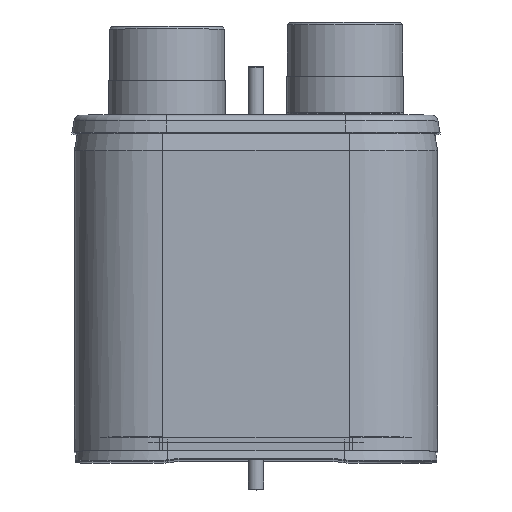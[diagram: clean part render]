
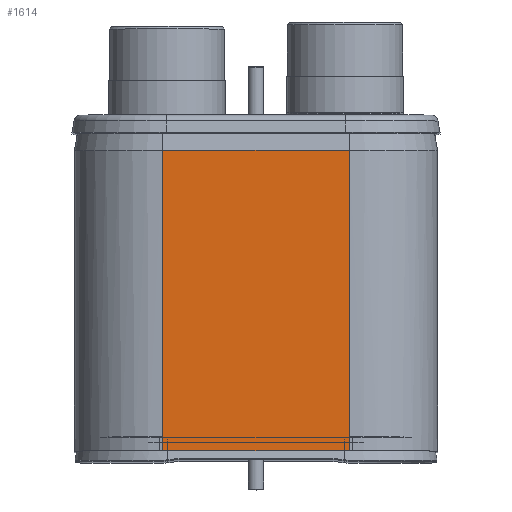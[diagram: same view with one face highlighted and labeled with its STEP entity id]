
A CAD part, top view. The second image highlights one B-rep face of the part: STEP entity #1614.
In plain terms, the highlighted planar face has unit normal (0, 0, 1).
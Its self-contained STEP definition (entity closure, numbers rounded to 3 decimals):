
#251=DIRECTION('',(1.,0.,0.));
#252=VECTOR('',#251,96.5);
#253=CARTESIAN_POINT('',(-48.25,0.,306.25));
#254=LINE('',#253,#252);
#375=DIRECTION('',(0.,1.,0.));
#376=VECTOR('',#375,155.12);
#377=CARTESIAN_POINT('',(48.25,0.,306.25));
#378=LINE('',#377,#376);
#390=DIRECTION('',(1.,0.,0.));
#391=VECTOR('',#390,96.5);
#392=CARTESIAN_POINT('',(-48.25,155.12,306.25));
#393=LINE('',#392,#391);
#394=DIRECTION('',(0.,1.,0.));
#395=VECTOR('',#394,155.12);
#396=CARTESIAN_POINT('',(-48.25,0.,306.25));
#397=LINE('',#396,#395);
#870=CARTESIAN_POINT('',(-48.25,0.,306.25));
#871=CARTESIAN_POINT('',(48.25,0.,306.25));
#872=VERTEX_POINT('',#870);
#873=VERTEX_POINT('',#871);
#888=CARTESIAN_POINT('',(-48.25,155.12,306.25));
#889=VERTEX_POINT('',#888);
#890=CARTESIAN_POINT('',(48.25,155.12,306.25));
#891=VERTEX_POINT('',#890);
#1602=CARTESIAN_POINT('',(-48.25,0.,306.25));
#1603=DIRECTION('',(0.,0.,1.));
#1604=DIRECTION('',(1.,0.,0.));
#1605=AXIS2_PLACEMENT_3D('',#1602,#1603,#1604);
#1606=PLANE('',#1605);
#1607=ORIENTED_EDGE('',*,*,#1297,.T.);
#1608=ORIENTED_EDGE('',*,*,#1592,.F.);
#1609=ORIENTED_EDGE('',*,*,#1421,.F.);
#1611=ORIENTED_EDGE('',*,*,#1610,.T.);
#1612=EDGE_LOOP('',(#1607,#1608,#1609,#1611));
#1613=FACE_OUTER_BOUND('',#1612,.F.);
#1614=ADVANCED_FACE('',(#1613),#1606,.T.);
#1297=EDGE_CURVE('',#889,#891,#393,.T.);
#1421=EDGE_CURVE('',#872,#873,#254,.T.);
#1592=EDGE_CURVE('',#873,#891,#378,.T.);
#1610=EDGE_CURVE('',#872,#889,#397,.T.);
